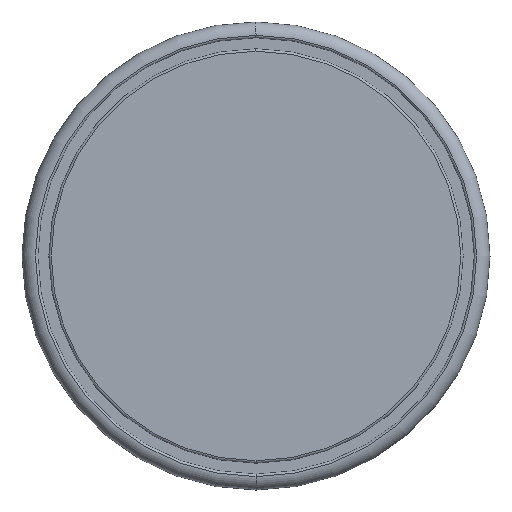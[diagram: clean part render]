
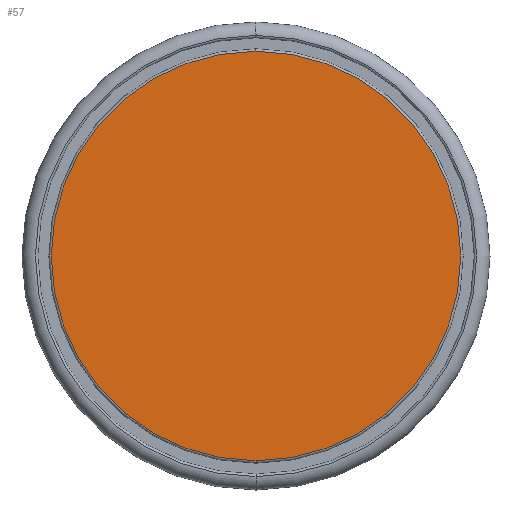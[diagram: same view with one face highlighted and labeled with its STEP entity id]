
A CAD part, front view. The second image highlights one B-rep face of the part: STEP entity #57.
In plain terms, the highlighted planar face has unit normal (0, -1, 0).
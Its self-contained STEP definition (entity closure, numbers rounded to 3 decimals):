
#57=ADVANCED_FACE('',(#113),#114,.T.);
#113=FACE_OUTER_BOUND('',#166,.T.);
#114=PLANE('',#167);
#166=EDGE_LOOP('',(#258,#259));
#167=AXIS2_PLACEMENT_3D('',#260,#261,#262);
#258=ORIENTED_EDGE('',*,*,#313,.F.);
#259=ORIENTED_EDGE('',*,*,#336,.F.);
#260=CARTESIAN_POINT('',(0.0,0.,0.));
#261=DIRECTION('',(0.0,-1.0,0.));
#262=DIRECTION('',(0.0,0.,-1.0));
#313=EDGE_CURVE('',#363,#365,#366,.T.);
#336=EDGE_CURVE('',#365,#363,#395,.T.);
#363=VERTEX_POINT('',#424);
#365=VERTEX_POINT('',#426);
#366=CIRCLE('',#427,8.75);
#395=CIRCLE('',#458,8.75);
#424=CARTESIAN_POINT('',(0.0,0.,8.75));
#426=CARTESIAN_POINT('',(0.,0.,-8.75));
#427=AXIS2_PLACEMENT_3D('',#489,#490,#491);
#458=AXIS2_PLACEMENT_3D('',#533,#534,#535);
#489=CARTESIAN_POINT('',(0.0,0.,0.));
#490=DIRECTION('',(0.0,1.0,0.));
#491=DIRECTION('',(0.0,0.,1.0));
#533=CARTESIAN_POINT('',(0.0,0.,0.));
#534=DIRECTION('',(0.0,1.0,0.));
#535=DIRECTION('',(0.0,0.,1.0));
